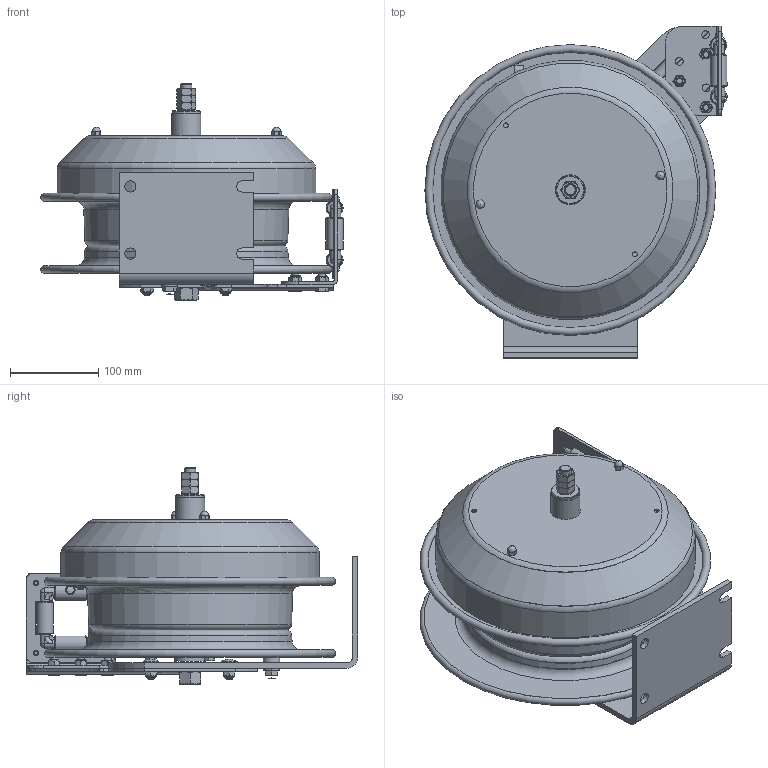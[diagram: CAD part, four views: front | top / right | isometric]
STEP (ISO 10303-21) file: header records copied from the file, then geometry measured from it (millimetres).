
FILE_DESCRIPTION((''),'2;1');
FILE_NAME('P-WC13L-3502_SHARED.stp','2014-02-14T10:50:02',('jkusbel'),(''),'Autodesk Inventor 2013','Autodesk Inventor 2013','');
FILE_SCHEMA(('AUTOMOTIVE_DESIGN { 1 0 10303 214 1 1 1 1 }'));
Length unit declared in the file: inch
Products named in the file (1): P-WC13L-3502_SHARED
Bounding box: 343.08 x 376.69 x 246.22 mm (x, y, z)
Surface area: 900136.3 mm2 (no closed solid volume)
Topology: 0 solids, 114 shells, 418 faces, 2039 edges, 1649 vertices
Faces by surface type: plane 243, cylinder 96, torus 32, cone 23, sphere 21, bspline 3
Full cylindrical faces by diameter (mm): 7.938 x3, 8.731 x7, 12.7 x3, 19.05 x5, 32.372 x1, 33.02 x1, 35.052 x1, 294.386 x1
Entity records: 22945 total; most frequent: CARTESIAN_POINT 6683, DIRECTION 3151, ORIENTED_EDGE 2461, EDGE_CURVE 1939, VERTEX_POINT 1628, AXIS2_PLACEMENT_3D 1097, VECTOR 957, LINE 957
